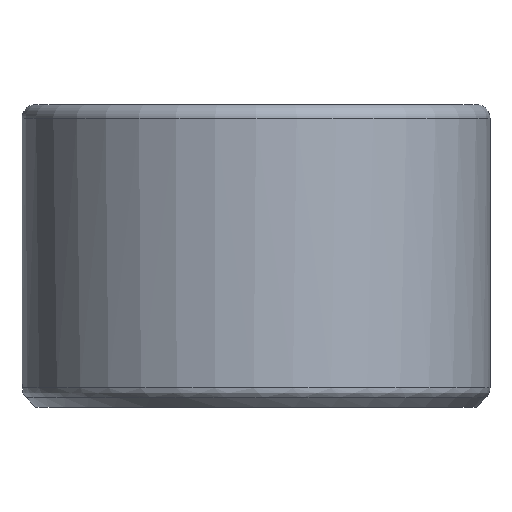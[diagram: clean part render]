
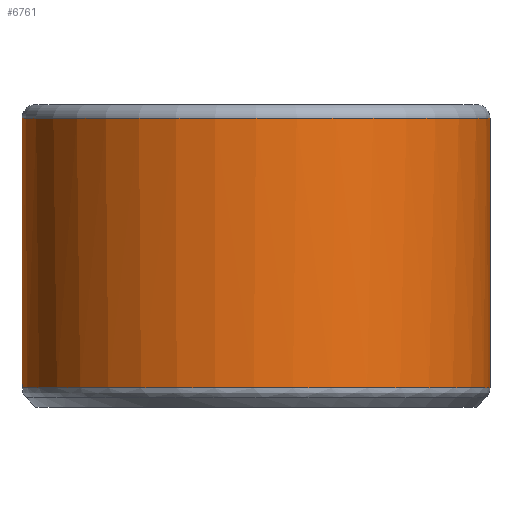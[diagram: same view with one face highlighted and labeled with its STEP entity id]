
A CAD part, front view. The second image highlights one B-rep face of the part: STEP entity #6761.
In plain terms, the highlighted cylindrical face has radius 17 mm (diameter 34 mm), a full revolution.
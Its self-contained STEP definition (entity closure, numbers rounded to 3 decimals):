
#6209 = TOROIDAL_SURFACE('',#6210,16.,1.);
#6210 = AXIS2_PLACEMENT_3D('',#6211,#6212,#6213);
#6211 = CARTESIAN_POINT('',(0.,0.,21.));
#6212 = DIRECTION('',(0.,0.,1.));
#6213 = DIRECTION('',(1.,0.,-0.));
#6576 = VERTEX_POINT('',#6577);
#6577 = CARTESIAN_POINT('',(17.,0.,21.));
#6597 = EDGE_CURVE('',#6576,#6576,#6598,.T.);
#6598 = SURFACE_CURVE('',#6599,(#6604,#6611),.PCURVE_S1.);
#6599 = CIRCLE('',#6600,17.);
#6600 = AXIS2_PLACEMENT_3D('',#6601,#6602,#6603);
#6601 = CARTESIAN_POINT('',(0.,0.,21.));
#6602 = DIRECTION('',(0.,0.,1.));
#6603 = DIRECTION('',(1.,0.,-0.));
#6604 = PCURVE('',#6209,#6605);
#6605 = DEFINITIONAL_REPRESENTATION('',(#6606),#6610);
#6606 = LINE('',#6607,#6608);
#6607 = CARTESIAN_POINT('',(0.,0.));
#6608 = VECTOR('',#6609,1.);
#6609 = DIRECTION('',(1.,0.));
#6610 = ( GEOMETRIC_REPRESENTATION_CONTEXT(2) 
PARAMETRIC_REPRESENTATION_CONTEXT() REPRESENTATION_CONTEXT('2D SPACE',''
  ) );
#6611 = PCURVE('',#6612,#6617);
#6612 = CYLINDRICAL_SURFACE('',#6613,17.);
#6613 = AXIS2_PLACEMENT_3D('',#6614,#6615,#6616);
#6614 = CARTESIAN_POINT('',(0.,0.,0.));
#6615 = DIRECTION('',(-0.,-0.,-1.));
#6616 = DIRECTION('',(1.,0.,0.));
#6617 = DEFINITIONAL_REPRESENTATION('',(#6618),#6622);
#6618 = LINE('',#6619,#6620);
#6619 = CARTESIAN_POINT('',(-0.,-21.));
#6620 = VECTOR('',#6621,1.);
#6621 = DIRECTION('',(-1.,0.));
#6622 = ( GEOMETRIC_REPRESENTATION_CONTEXT(2) 
PARAMETRIC_REPRESENTATION_CONTEXT() REPRESENTATION_CONTEXT('2D SPACE',''
  ) );
#6707 = ( BOUNDED_SURFACE() B_SPLINE_SURFACE(2,14,(
    (#6708,#6709,#6710,#6711,#6712,#6713,#6714,#6715,#6716,#6717,#6718
      ,#6719,#6720,#6721,#6722)
    ,(#6723,#6724,#6725,#6726,#6727,#6728,#6729,#6730,#6731,#6732,#6733
      ,#6734,#6735,#6736,#6737)
    ,(#6738,#6739,#6740,#6741,#6742,#6743,#6744,#6745,#6746,#6747,#6748
      ,#6749,#6750,#6751,#6752
)),.UNSPECIFIED.,.F.,.T.,.F.) B_SPLINE_SURFACE_WITH_KNOTS((3,3),(15,15),
  (0.,106.814),(0.,106.814),
.PIECEWISE_BEZIER_KNOTS.) GEOMETRIC_REPRESENTATION_ITEM() 
RATIONAL_B_SPLINE_SURFACE((
    (1.,1.,1.,1.,1.
      ,1.,1.,1.,1.
      ,1.,1.,1.,1.
      ,1.,1.)
    ,(0.924,0.924,0.924,0.924
      ,0.924,0.924,0.924,0.924
      ,0.924,0.924,0.924,0.924
      ,0.924,0.924,0.924)
    ,(1.,1.,1.,1.,1.
      ,1.,1.,1.,1.
      ,1.,1.,1.,1.
,1.,1.))) REPRESENTATION_ITEM('') SURFACE() );
#6708 = CARTESIAN_POINT('',(17.,0.,1.414));
#6709 = CARTESIAN_POINT('',(17.,7.519,
    1.414));
#6710 = CARTESIAN_POINT('',(13.419,15.198,
    1.414));
#6711 = CARTESIAN_POINT('',(6.004,21.036,
    1.414));
#6712 = CARTESIAN_POINT('',(-4.108,22.955,
    1.414));
#6713 = CARTESIAN_POINT('',(-14.584,19.157,
    1.414));
#6714 = CARTESIAN_POINT('',(-21.612,11.635,
    1.414));
#6715 = CARTESIAN_POINT('',(-26.058,0.,
    1.414));
#6716 = CARTESIAN_POINT('',(-21.612,-11.635,
    1.414));
#6717 = CARTESIAN_POINT('',(-14.584,-19.157,
    1.414));
#6718 = CARTESIAN_POINT('',(-4.108,-22.955,
    1.414));
#6719 = CARTESIAN_POINT('',(6.004,-21.036,1.414
    ));
#6720 = CARTESIAN_POINT('',(13.419,-15.198,
    1.414));
#6721 = CARTESIAN_POINT('',(17.,-7.519,
    1.414));
#6722 = CARTESIAN_POINT('',(17.,0.,1.414));
#6723 = CARTESIAN_POINT('',(17.,0.,1.));
#6724 = CARTESIAN_POINT('',(17.,7.519,1.));
#6725 = CARTESIAN_POINT('',(13.419,15.198,1.));
#6726 = CARTESIAN_POINT('',(6.004,21.036,1.));
#6727 = CARTESIAN_POINT('',(-4.108,22.955,
    1.));
#6728 = CARTESIAN_POINT('',(-14.584,19.157,
    1.));
#6729 = CARTESIAN_POINT('',(-21.612,11.635,
    1.));
#6730 = CARTESIAN_POINT('',(-26.058,0.,
    1.));
#6731 = CARTESIAN_POINT('',(-21.612,-11.635,
    1.));
#6732 = CARTESIAN_POINT('',(-14.584,-19.157,
    1.));
#6733 = CARTESIAN_POINT('',(-4.108,-22.955,
    1.));
#6734 = CARTESIAN_POINT('',(6.004,-21.036,1.));
#6735 = CARTESIAN_POINT('',(13.419,-15.198,1.));
#6736 = CARTESIAN_POINT('',(17.,-7.519,1.));
#6737 = CARTESIAN_POINT('',(17.,0.,1.));
#6738 = CARTESIAN_POINT('',(16.707,0.,0.707));
#6739 = CARTESIAN_POINT('',(16.707,7.39,
    0.707));
#6740 = CARTESIAN_POINT('',(13.188,14.937,
    0.707));
#6741 = CARTESIAN_POINT('',(5.901,20.674,
    0.707));
#6742 = CARTESIAN_POINT('',(-4.038,22.56,0.707
    ));
#6743 = CARTESIAN_POINT('',(-14.333,18.827,
    0.707));
#6744 = CARTESIAN_POINT('',(-21.24,11.435,
    0.707));
#6745 = CARTESIAN_POINT('',(-25.609,0.,
    0.707));
#6746 = CARTESIAN_POINT('',(-21.24,-11.435,
    0.707));
#6747 = CARTESIAN_POINT('',(-14.333,-18.827,
    0.707));
#6748 = CARTESIAN_POINT('',(-4.038,-22.56,
    0.707));
#6749 = CARTESIAN_POINT('',(5.901,-20.674,
    0.707));
#6750 = CARTESIAN_POINT('',(13.188,-14.937,
    0.707));
#6751 = CARTESIAN_POINT('',(16.707,-7.39,
    0.707));
#6752 = CARTESIAN_POINT('',(16.707,0.,
    0.707));
#6761 = ADVANCED_FACE('',(#6762),#6612,.T.);
#6762 = FACE_BOUND('',#6763,.F.);
#6763 = EDGE_LOOP('',(#6764,#6787,#6788,#6789));
#6764 = ORIENTED_EDGE('',*,*,#6765,.T.);
#6765 = EDGE_CURVE('',#6766,#6576,#6768,.T.);
#6766 = VERTEX_POINT('',#6767);
#6767 = CARTESIAN_POINT('',(17.,0.,1.414));
#6768 = SEAM_CURVE('',#6769,(#6773,#6780),.PCURVE_S1.);
#6769 = LINE('',#6770,#6771);
#6770 = CARTESIAN_POINT('',(17.,0.,0.));
#6771 = VECTOR('',#6772,1.);
#6772 = DIRECTION('',(0.,0.,1.));
#6773 = PCURVE('',#6612,#6774);
#6774 = DEFINITIONAL_REPRESENTATION('',(#6775),#6779);
#6775 = LINE('',#6776,#6777);
#6776 = CARTESIAN_POINT('',(-0.,0.));
#6777 = VECTOR('',#6778,1.);
#6778 = DIRECTION('',(-0.,-1.));
#6779 = ( GEOMETRIC_REPRESENTATION_CONTEXT(2) 
PARAMETRIC_REPRESENTATION_CONTEXT() REPRESENTATION_CONTEXT('2D SPACE',''
  ) );
#6780 = PCURVE('',#6612,#6781);
#6781 = DEFINITIONAL_REPRESENTATION('',(#6782),#6786);
#6782 = LINE('',#6783,#6784);
#6783 = CARTESIAN_POINT('',(-6.283,0.));
#6784 = VECTOR('',#6785,1.);
#6785 = DIRECTION('',(-0.,-1.));
#6786 = ( GEOMETRIC_REPRESENTATION_CONTEXT(2) 
PARAMETRIC_REPRESENTATION_CONTEXT() REPRESENTATION_CONTEXT('2D SPACE',''
  ) );
#6787 = ORIENTED_EDGE('',*,*,#6597,.T.);
#6788 = ORIENTED_EDGE('',*,*,#6765,.F.);
#6789 = ORIENTED_EDGE('',*,*,#6790,.F.);
#6790 = EDGE_CURVE('',#6766,#6766,#6791,.T.);
#6791 = SURFACE_CURVE('',#6792,(#6808,#6832),.PCURVE_S1.);
#6792 = ( BOUNDED_CURVE() B_SPLINE_CURVE(14,(#6793,#6794,#6795,#6796,
    #6797,#6798,#6799,#6800,#6801,#6802,#6803,#6804,#6805,#6806,#6807),
.UNSPECIFIED.,.T.,.F.) B_SPLINE_CURVE_WITH_KNOTS((15,15),(
0.,106.814),.PIECEWISE_BEZIER_KNOTS.) CURVE() 
GEOMETRIC_REPRESENTATION_ITEM() RATIONAL_B_SPLINE_CURVE((1.,
    1.,1.,1.,1.,
    1.,1.,1.,1.,
    1.,1.,1.,1.,
1.,1.)) REPRESENTATION_ITEM('') );
#6793 = CARTESIAN_POINT('',(17.,0.,1.414));
#6794 = CARTESIAN_POINT('',(17.,7.519,
    1.414));
#6795 = CARTESIAN_POINT('',(13.419,15.198,
    1.414));
#6796 = CARTESIAN_POINT('',(6.004,21.036,
    1.414));
#6797 = CARTESIAN_POINT('',(-4.108,22.955,
    1.414));
#6798 = CARTESIAN_POINT('',(-14.584,19.157,
    1.414));
#6799 = CARTESIAN_POINT('',(-21.612,11.635,
    1.414));
#6800 = CARTESIAN_POINT('',(-26.058,0.,
    1.414));
#6801 = CARTESIAN_POINT('',(-21.612,-11.635,
    1.414));
#6802 = CARTESIAN_POINT('',(-14.584,-19.157,
    1.414));
#6803 = CARTESIAN_POINT('',(-4.108,-22.955,
    1.414));
#6804 = CARTESIAN_POINT('',(6.004,-21.036,1.414
    ));
#6805 = CARTESIAN_POINT('',(13.419,-15.198,
    1.414));
#6806 = CARTESIAN_POINT('',(17.,-7.519,
    1.414));
#6807 = CARTESIAN_POINT('',(17.,0.,1.414));
#6808 = PCURVE('',#6612,#6809);
#6809 = DEFINITIONAL_REPRESENTATION('',(#6810),#6831);
#6810 = B_SPLINE_CURVE_WITH_KNOTS('',10,(#6811,#6812,#6813,#6814,#6815,
    #6816,#6817,#6818,#6819,#6820,#6821,#6822,#6823,#6824,#6825,#6826,
    #6827,#6828,#6829,#6830),.UNSPECIFIED.,.F.,.F.,(11,9,11),(
    0.,53.407,106.814),.UNSPECIFIED.);
#6811 = CARTESIAN_POINT('',(0.,-1.414));
#6812 = CARTESIAN_POINT('',(-0.31,-1.414));
#6813 = CARTESIAN_POINT('',(-0.624,-1.414));
#6814 = CARTESIAN_POINT('',(-0.94,-1.414));
#6815 = CARTESIAN_POINT('',(-1.256,-1.414));
#6816 = CARTESIAN_POINT('',(-1.57,-1.414));
#6817 = CARTESIAN_POINT('',(-1.885,-1.414));
#6818 = CARTESIAN_POINT('',(-2.199,-1.414));
#6819 = CARTESIAN_POINT('',(-2.513,-1.414));
#6820 = CARTESIAN_POINT('',(-2.827,-1.414));
#6821 = CARTESIAN_POINT('',(-3.456,-1.414));
#6822 = CARTESIAN_POINT('',(-3.77,-1.414));
#6823 = CARTESIAN_POINT('',(-4.084,-1.414));
#6824 = CARTESIAN_POINT('',(-4.398,-1.414));
#6825 = CARTESIAN_POINT('',(-4.713,-1.414));
#6826 = CARTESIAN_POINT('',(-5.027,-1.414));
#6827 = CARTESIAN_POINT('',(-5.343,-1.414));
#6828 = CARTESIAN_POINT('',(-5.659,-1.414));
#6829 = CARTESIAN_POINT('',(-5.974,-1.414));
#6830 = CARTESIAN_POINT('',(-6.283,-1.414));
#6831 = ( GEOMETRIC_REPRESENTATION_CONTEXT(2) 
PARAMETRIC_REPRESENTATION_CONTEXT() REPRESENTATION_CONTEXT('2D SPACE',''
  ) );
#6832 = PCURVE('',#6707,#6833);
#6833 = DEFINITIONAL_REPRESENTATION('',(#6834),#6838);
#6834 = LINE('',#6835,#6836);
#6835 = CARTESIAN_POINT('',(0.,0.));
#6836 = VECTOR('',#6837,1.);
#6837 = DIRECTION('',(0.,1.));
#6838 = ( GEOMETRIC_REPRESENTATION_CONTEXT(2) 
PARAMETRIC_REPRESENTATION_CONTEXT() REPRESENTATION_CONTEXT('2D SPACE',''
  ) );
